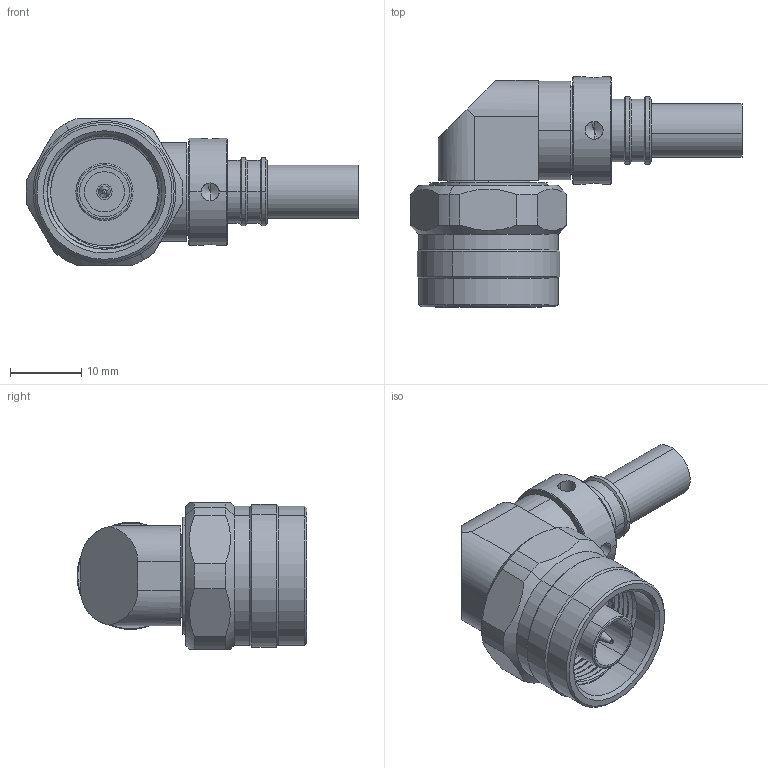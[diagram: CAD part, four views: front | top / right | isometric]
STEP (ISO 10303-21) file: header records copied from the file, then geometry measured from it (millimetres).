
FILE_DESCRIPTION (( 'STEP AP214' ), '1' );
FILE_NAME ('3190-8066(TC-3115-NMH-RA-X)_SD.STEP', '2021-03-29T06:23:25', ( '' ), ( '' ), 'SwSTEP 2.0', 'SolidWorks 2018', '' );
FILE_SCHEMA (( 'AUTOMOTIVE_DESIGN' ));
Length unit declared in the file: millimetre
Products named in the file (7): 3192-6037_SD; Combination ^3192-6037; 3192-6034_SD; SD^3192-6034; 3192-6103_SD; SD^3192-6103; 3190-8066(TC-3115-NMH-RA-X)_SD
Assembly tree (6 placements, depth 3):
  3190-8066(TC-3115-NMH-RA-X)_SD
    3192-6103_SD
      SD^3192-6103
    3192-6034_SD
      SD^3192-6034
    3192-6037_SD
      Combination ^3192-6037
Bounding box: 46.48 x 32.2 x 20.54 mm (x, y, z)
Volume: 8362.9 mm3; surface area: 5762.8 mm2
Topology: 4 solids, 5 shells, 163 faces, 373 edges, 227 vertices
Faces by surface type: cylinder 74, cone 43, plane 33, torus 8, bspline 3, sphere 2
Entity records: 7421 total; most frequent: CARTESIAN_POINT 3539, DIRECTION 819, ORIENTED_EDGE 734, EDGE_CURVE 367, AXIS2_PLACEMENT_3D 340, VERTEX_POINT 229, EDGE_LOOP 182, CIRCLE 168
